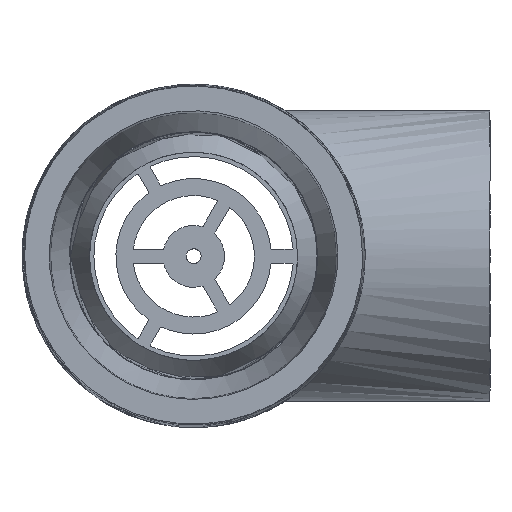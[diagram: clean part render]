
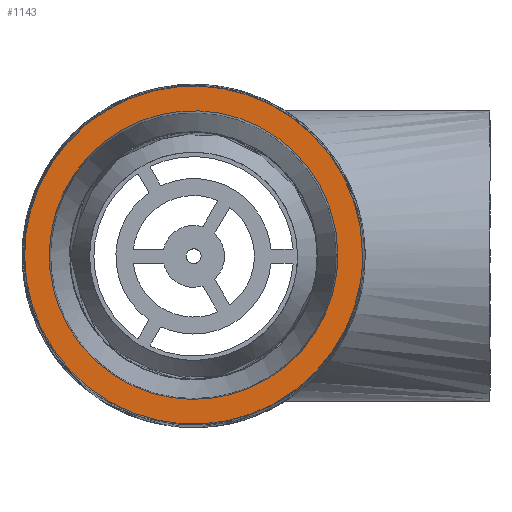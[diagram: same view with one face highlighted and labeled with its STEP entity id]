
A CAD part, top view. The second image highlights one B-rep face of the part: STEP entity #1143.
In plain terms, the highlighted free-form (B-spline) face has degree [1, 1] with [2, 2] control points.
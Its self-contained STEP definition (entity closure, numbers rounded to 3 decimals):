
#823 = CARTESIAN_POINT ('', (13., 0., 73.4));
#824 = VERTEX_POINT ('', #823);
#830 = CARTESIAN_POINT ('', (13., 0., 73.4));
#831 = CARTESIAN_POINT ('', (13., 13., 73.4));
#832 = CARTESIAN_POINT ('', (0., 13., 73.4));
#833 = CARTESIAN_POINT ('', (-13., 13., 73.4));
#834 = CARTESIAN_POINT ('', (-13., 0., 73.4));
#835 = CARTESIAN_POINT ('', (-13., -13., 73.4));
#836 = CARTESIAN_POINT ('', (0., -13., 73.4));
#837 = CARTESIAN_POINT ('', (13., -13., 73.4));
#838 = CARTESIAN_POINT ('', (13., 0., 73.4));
#839 = (
   BOUNDED_CURVE ()
   B_SPLINE_CURVE (2, (#830, #831, #832, #833, #834, #835, #836, #837, #838), .UNSPECIFIED., .T., .U.)
   B_SPLINE_CURVE_WITH_KNOTS ((3, 2, 2, 2, 3), (0., 0.25, 0.5, 0.75, 1.), .UNSPECIFIED.)
   CURVE ()
   GEOMETRIC_REPRESENTATION_ITEM ()
   RATIONAL_B_SPLINE_CURVE ((1., 0.707, 1., 0.707, 1., 0.707, 1., 0.707, 1.))
   REPRESENTATION_ITEM ('')
);
#840 = EDGE_CURVE ('', #824, #824, #839, .T.);
#1119 = ORIENTED_EDGE ('', *, *, #840, .F.);
#1120 = EDGE_LOOP ('', (#1119));
#1121 = FACE_OUTER_BOUND ('', #1120, .F.);
#1122 = CARTESIAN_POINT ('', (11.1, 0., 73.4));
#1123 = VERTEX_POINT ('', #1122);
#1124 = CARTESIAN_POINT ('', (11.1, 0., 73.4));
#1125 = CARTESIAN_POINT ('', (11.1, 11.1, 73.4));
#1126 = CARTESIAN_POINT ('', (0., 11.1, 73.4));
#1127 = CARTESIAN_POINT ('', (-11.1, 11.1, 73.4));
#1128 = CARTESIAN_POINT ('', (-11.1, 0., 73.4));
#1129 = CARTESIAN_POINT ('', (-11.1, -11.1, 73.4));
#1130 = CARTESIAN_POINT ('', (0., -11.1, 73.4));
#1131 = CARTESIAN_POINT ('', (11.1, -11.1, 73.4));
#1132 = CARTESIAN_POINT ('', (11.1, 0., 73.4));
#1133 = (
   BOUNDED_CURVE ()
   B_SPLINE_CURVE (2, (#1124, #1125, #1126, #1127, #1128, #1129, #1130, #1131, #1132), .UNSPECIFIED., .T., .U.)
   B_SPLINE_CURVE_WITH_KNOTS ((3, 2, 2, 2, 3), (0., 0.25, 0.5, 0.75, 1.), .UNSPECIFIED.)
   CURVE ()
   GEOMETRIC_REPRESENTATION_ITEM ()
   RATIONAL_B_SPLINE_CURVE ((1., 0.707, 1., 0.707, 1., 0.707, 1., 0.707, 1.))
   REPRESENTATION_ITEM ('')
);
#1134 = EDGE_CURVE ('', #1123, #1123, #1133, .T.);
#1135 = ORIENTED_EDGE ('', *, *, #1134, .T.);
#1136 = EDGE_LOOP ('', (#1135));
#1137 = FACE_BOUND ('', #1136, .F.);
#1138 = CARTESIAN_POINT ('', (-14.3, -14.3, 73.4));
#1139 = CARTESIAN_POINT ('', (14.3, -14.3, 73.4));
#1140 = CARTESIAN_POINT ('', (-14.3, 14.3, 73.4));
#1141 = CARTESIAN_POINT ('', (14.3, 14.3, 73.4));
#1142 = B_SPLINE_SURFACE_WITH_KNOTS ('', 1, 1, ((#1138, #1139), (#1140, #1141)), .UNSPECIFIED., .F., .F., .U., (2, 2), (2, 2), (0., 1.), (0., 1.), .UNSPECIFIED.);
#1143 = ADVANCED_FACE ('', (#1121, #1137), #1142, .F.);
